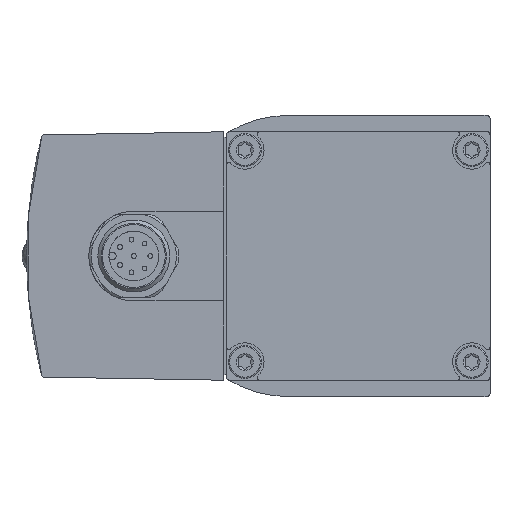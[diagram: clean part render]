
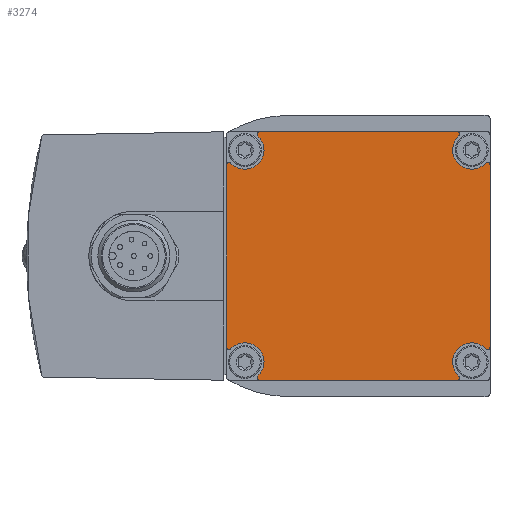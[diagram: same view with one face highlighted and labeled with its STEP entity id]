
A CAD part, left-side view. The second image highlights one B-rep face of the part: STEP entity #3274.
In plain terms, the highlighted planar face has unit normal (-1, 0, 0).
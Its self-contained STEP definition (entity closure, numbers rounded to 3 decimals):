
#28=PLANE('',#3534);
#138=CIRCLE('',#3535,0.4);
#139=CIRCLE('',#3536,3.2);
#140=CIRCLE('',#3537,0.4);
#141=CIRCLE('',#3538,0.4);
#142=CIRCLE('',#3539,3.2);
#143=CIRCLE('',#3540,0.4);
#144=CIRCLE('',#3541,0.4);
#145=CIRCLE('',#3542,3.2);
#146=CIRCLE('',#3543,0.4);
#147=CIRCLE('',#3544,0.4);
#148=CIRCLE('',#3545,3.2);
#149=CIRCLE('',#3546,0.4);
#356=LINE('',#5199,#579);
#359=LINE('',#5211,#582);
#360=LINE('',#5219,#583);
#361=LINE('',#5227,#584);
#579=VECTOR('',#4002,1000.);
#582=VECTOR('',#4013,1000.);
#583=VECTOR('',#4020,1000.);
#584=VECTOR('',#4027,1000.);
#851=ORIENTED_EDGE('',*,*,#1786,.F.);
#852=ORIENTED_EDGE('',*,*,#1789,.F.);
#853=ORIENTED_EDGE('',*,*,#1790,.T.);
#854=ORIENTED_EDGE('',*,*,#1791,.F.);
#855=ORIENTED_EDGE('',*,*,#1792,.F.);
#856=ORIENTED_EDGE('',*,*,#1793,.F.);
#857=ORIENTED_EDGE('',*,*,#1794,.T.);
#858=ORIENTED_EDGE('',*,*,#1795,.F.);
#859=ORIENTED_EDGE('',*,*,#1796,.F.);
#860=ORIENTED_EDGE('',*,*,#1797,.F.);
#861=ORIENTED_EDGE('',*,*,#1798,.T.);
#862=ORIENTED_EDGE('',*,*,#1799,.F.);
#863=ORIENTED_EDGE('',*,*,#1800,.F.);
#864=ORIENTED_EDGE('',*,*,#1801,.F.);
#865=ORIENTED_EDGE('',*,*,#1802,.T.);
#866=ORIENTED_EDGE('',*,*,#1803,.F.);
#1786=EDGE_CURVE('',#2239,#2240,#356,.T.);
#1789=EDGE_CURVE('',#2242,#2239,#138,.T.);
#1790=EDGE_CURVE('',#2242,#2243,#139,.T.);
#1791=EDGE_CURVE('',#2244,#2243,#140,.T.);
#1792=EDGE_CURVE('',#2245,#2244,#359,.T.);
#1793=EDGE_CURVE('',#2246,#2245,#141,.T.);
#1794=EDGE_CURVE('',#2246,#2247,#142,.T.);
#1795=EDGE_CURVE('',#2248,#2247,#143,.T.);
#1796=EDGE_CURVE('',#2249,#2248,#360,.T.);
#1797=EDGE_CURVE('',#2250,#2249,#144,.T.);
#1798=EDGE_CURVE('',#2250,#2251,#145,.T.);
#1799=EDGE_CURVE('',#2252,#2251,#146,.T.);
#1800=EDGE_CURVE('',#2253,#2252,#361,.T.);
#1801=EDGE_CURVE('',#2254,#2253,#147,.T.);
#1802=EDGE_CURVE('',#2254,#2255,#148,.T.);
#1803=EDGE_CURVE('',#2240,#2255,#149,.T.);
#2239=VERTEX_POINT('',#5198);
#2240=VERTEX_POINT('',#5200);
#2242=VERTEX_POINT('',#5206);
#2243=VERTEX_POINT('',#5208);
#2244=VERTEX_POINT('',#5210);
#2245=VERTEX_POINT('',#5212);
#2246=VERTEX_POINT('',#5214);
#2247=VERTEX_POINT('',#5216);
#2248=VERTEX_POINT('',#5218);
#2249=VERTEX_POINT('',#5220);
#2250=VERTEX_POINT('',#5222);
#2251=VERTEX_POINT('',#5224);
#2252=VERTEX_POINT('',#5226);
#2253=VERTEX_POINT('',#5228);
#2254=VERTEX_POINT('',#5230);
#2255=VERTEX_POINT('',#5232);
#2598=EDGE_LOOP('',(#851,#852,#853,#854,#855,#856,#857,#858,#859,#860,#861,
#862,#863,#864,#865,#866));
#2895=FACE_BOUND('',#2598,.T.);
#3274=ADVANCED_FACE('',(#2895),#28,.F.);
#3534=AXIS2_PLACEMENT_3D('',#5204,#4005,#4006);
#3535=AXIS2_PLACEMENT_3D('',#5205,#4007,#4008);
#3536=AXIS2_PLACEMENT_3D('',#5207,#4009,#4010);
#3537=AXIS2_PLACEMENT_3D('',#5209,#4011,#4012);
#3538=AXIS2_PLACEMENT_3D('',#5213,#4014,#4015);
#3539=AXIS2_PLACEMENT_3D('',#5215,#4016,#4017);
#3540=AXIS2_PLACEMENT_3D('',#5217,#4018,#4019);
#3541=AXIS2_PLACEMENT_3D('',#5221,#4021,#4022);
#3542=AXIS2_PLACEMENT_3D('',#5223,#4023,#4024);
#3543=AXIS2_PLACEMENT_3D('',#5225,#4025,#4026);
#3544=AXIS2_PLACEMENT_3D('',#5229,#4028,#4029);
#3545=AXIS2_PLACEMENT_3D('',#5231,#4030,#4031);
#3546=AXIS2_PLACEMENT_3D('',#5233,#4032,#4033);
#4002=DIRECTION('',(0.,0.,1.));
#4005=DIRECTION('',(1.,0.,0.));
#4006=DIRECTION('',(0.,0.,-1.));
#4007=DIRECTION('',(1.,0.,0.));
#4008=DIRECTION('',(0.,0.,-1.));
#4009=DIRECTION('',(1.,0.,0.));
#4010=DIRECTION('',(0.,0.,-1.));
#4011=DIRECTION('',(1.,0.,0.));
#4012=DIRECTION('',(0.,0.,-1.));
#4013=DIRECTION('',(0.,1.,0.));
#4014=DIRECTION('',(1.,0.,0.));
#4015=DIRECTION('',(0.,0.,-1.));
#4016=DIRECTION('',(1.,0.,0.));
#4017=DIRECTION('',(0.,0.,-1.));
#4018=DIRECTION('',(1.,0.,0.));
#4019=DIRECTION('',(0.,0.,-1.));
#4020=DIRECTION('',(0.,0.,-1.));
#4021=DIRECTION('',(1.,0.,0.));
#4022=DIRECTION('',(0.,0.,-1.));
#4023=DIRECTION('',(1.,0.,0.));
#4024=DIRECTION('',(0.,0.,-1.));
#4025=DIRECTION('',(1.,0.,0.));
#4026=DIRECTION('',(0.,0.,-1.));
#4027=DIRECTION('',(0.,-1.,0.));
#4028=DIRECTION('',(1.,0.,0.));
#4029=DIRECTION('',(0.,0.,-1.));
#4030=DIRECTION('',(1.,0.,0.));
#4031=DIRECTION('',(0.,0.,-1.));
#4032=DIRECTION('',(1.,0.,0.));
#4033=DIRECTION('',(0.,0.,-1.));
#5198=CARTESIAN_POINT('',(-110.4,44.,-15.263));
#5199=CARTESIAN_POINT('',(-110.4,44.,-20.25));
#5200=CARTESIAN_POINT('',(-110.4,44.,15.263));
#5204=CARTESIAN_POINT('',(-110.4,43.5,20.25));
#5205=CARTESIAN_POINT('',(-110.4,43.6,-15.263));
#5206=CARTESIAN_POINT('',(-110.4,43.306,-15.534));
#5207=CARTESIAN_POINT('',(-110.4,40.95,-17.7));
#5208=CARTESIAN_POINT('',(-110.4,38.784,-20.056));
#5209=CARTESIAN_POINT('',(-110.4,38.513,-20.35));
#5210=CARTESIAN_POINT('',(-110.4,38.513,-20.75));
#5211=CARTESIAN_POINT('',(-110.4,0.5,-20.75));
#5212=CARTESIAN_POINT('',(-110.4,5.487,-20.75));
#5213=CARTESIAN_POINT('',(-110.4,5.487,-20.35));
#5214=CARTESIAN_POINT('',(-110.4,5.216,-20.056));
#5215=CARTESIAN_POINT('',(-110.4,3.05,-17.7));
#5216=CARTESIAN_POINT('',(-110.4,0.694,-15.534));
#5217=CARTESIAN_POINT('',(-110.4,0.4,-15.263));
#5218=CARTESIAN_POINT('',(-110.4,0.,-15.263));
#5219=CARTESIAN_POINT('',(-110.4,0.,20.25));
#5220=CARTESIAN_POINT('',(-110.4,0.,15.263));
#5221=CARTESIAN_POINT('',(-110.4,0.4,15.263));
#5222=CARTESIAN_POINT('',(-110.4,0.694,15.534));
#5223=CARTESIAN_POINT('',(-110.4,3.05,17.7));
#5224=CARTESIAN_POINT('',(-110.4,5.216,20.056));
#5225=CARTESIAN_POINT('',(-110.4,5.487,20.35));
#5226=CARTESIAN_POINT('',(-110.4,5.487,20.75));
#5227=CARTESIAN_POINT('',(-110.4,43.5,20.75));
#5228=CARTESIAN_POINT('',(-110.4,38.513,20.75));
#5229=CARTESIAN_POINT('',(-110.4,38.513,20.35));
#5230=CARTESIAN_POINT('',(-110.4,38.784,20.056));
#5231=CARTESIAN_POINT('',(-110.4,40.95,17.7));
#5232=CARTESIAN_POINT('',(-110.4,43.306,15.534));
#5233=CARTESIAN_POINT('',(-110.4,43.6,15.263));
